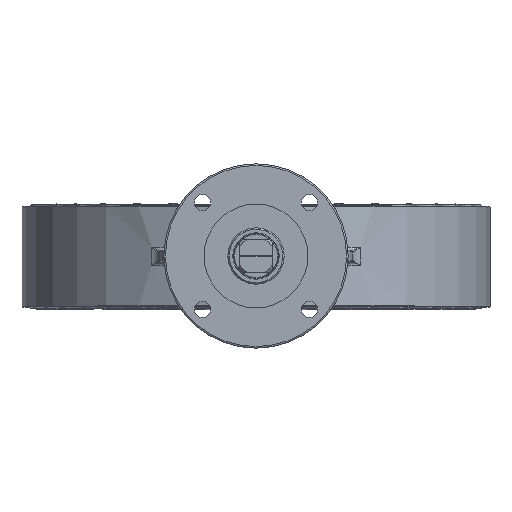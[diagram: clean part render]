
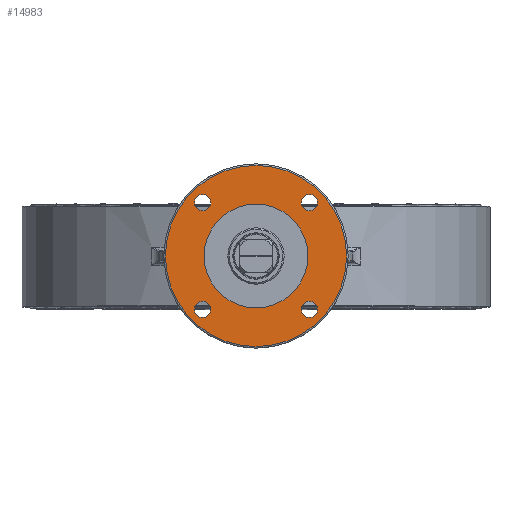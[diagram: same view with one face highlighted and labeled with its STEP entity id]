
A CAD part, top view. The second image highlights one B-rep face of the part: STEP entity #14983.
In plain terms, the highlighted planar face has unit normal (0, 0, 1).
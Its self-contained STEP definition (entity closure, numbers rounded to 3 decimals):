
#14877=CARTESIAN_POINT('',(61.2,0.,266.0));
#14878=VERTEX_POINT('',#14877);
#14879=CARTESIAN_POINT('',(0.0,0.0,266.0));
#14880=DIRECTION('',(0.0,0.0,-1.0));
#14881=DIRECTION('',(-1.0,0.0,0.0));
#14882=AXIS2_PLACEMENT_3D('',#14879,#14880,#14881);
#14883=CIRCLE('',#14882,61.2);
#14884=EDGE_CURVE('',#14878,#14878,#14883,.T.);
#14920=CARTESIAN_POINT('',(0.0,0.0,266.0));
#14921=DIRECTION('',(0.0,0.0,-1.0));
#14922=DIRECTION('',(-1.0,0.0,0.0));
#14923=AXIS2_PLACEMENT_3D('',#14920,#14921,#14922);
#14924=PLANE('',#14923);
#14925=ORIENTED_EDGE('',*,*,#14884,.F.);
#14926=EDGE_LOOP('',(#14925));
#14927=FACE_OUTER_BOUND('',#14926,.T.);
#14928=CARTESIAN_POINT('',(41.562,36.062,266.0));
#14929=VERTEX_POINT('',#14928);
#14930=CARTESIAN_POINT('',(36.062,36.062,266.0));
#14931=DIRECTION('',(0.0,0.0,-1.0));
#14932=DIRECTION('',(1.0,0.0,0.0));
#14933=AXIS2_PLACEMENT_3D('',#14930,#14931,#14932);
#14934=CIRCLE('',#14933,5.5);
#14935=EDGE_CURVE('',#14929,#14929,#14934,.T.);
#14936=ORIENTED_EDGE('',*,*,#14935,.T.);
#14937=EDGE_LOOP('',(#14936));
#14938=FACE_BOUND('',#14937,.T.);
#14939=CARTESIAN_POINT('',(36.062,-41.562,266.0));
#14940=VERTEX_POINT('',#14939);
#14941=CARTESIAN_POINT('',(36.062,-36.062,266.0));
#14942=DIRECTION('',(0.0,0.0,-1.0));
#14943=DIRECTION('',(0.0,-1.0,0.0));
#14944=AXIS2_PLACEMENT_3D('',#14941,#14942,#14943);
#14945=CIRCLE('',#14944,5.5);
#14946=EDGE_CURVE('',#14940,#14940,#14945,.T.);
#14947=ORIENTED_EDGE('',*,*,#14946,.T.);
#14948=EDGE_LOOP('',(#14947));
#14949=FACE_BOUND('',#14948,.T.);
#14950=CARTESIAN_POINT('',(-36.062,41.562,266.0));
#14951=VERTEX_POINT('',#14950);
#14952=CARTESIAN_POINT('',(-36.062,36.062,266.0));
#14953=DIRECTION('',(0.0,0.0,-1.0));
#14954=DIRECTION('',(0.0,1.0,0.0));
#14955=AXIS2_PLACEMENT_3D('',#14952,#14953,#14954);
#14956=CIRCLE('',#14955,5.5);
#14957=EDGE_CURVE('',#14951,#14951,#14956,.T.);
#14958=ORIENTED_EDGE('',*,*,#14957,.T.);
#14959=EDGE_LOOP('',(#14958));
#14960=FACE_BOUND('',#14959,.T.);
#14961=CARTESIAN_POINT('',(-41.562,-36.062,266.0));
#14962=VERTEX_POINT('',#14961);
#14963=CARTESIAN_POINT('',(-36.062,-36.062,266.0));
#14964=DIRECTION('',(0.0,0.0,-1.0));
#14965=DIRECTION('',(-1.0,0.0,0.0));
#14966=AXIS2_PLACEMENT_3D('',#14963,#14964,#14965);
#14967=CIRCLE('',#14966,5.5);
#14968=EDGE_CURVE('',#14962,#14962,#14967,.T.);
#14969=ORIENTED_EDGE('',*,*,#14968,.T.);
#14970=EDGE_LOOP('',(#14969));
#14971=FACE_BOUND('',#14970,.T.);
#14972=CARTESIAN_POINT('',(35.05,0.0,266.0));
#14973=VERTEX_POINT('',#14972);
#14974=CARTESIAN_POINT('',(0.0,0.0,266.0));
#14975=DIRECTION('',(0.0,0.0,-1.0));
#14976=DIRECTION('',(1.0,0.0,0.0));
#14977=AXIS2_PLACEMENT_3D('',#14974,#14975,#14976);
#14978=CIRCLE('',#14977,35.05);
#14979=EDGE_CURVE('',#14973,#14973,#14978,.T.);
#14980=ORIENTED_EDGE('',*,*,#14979,.T.);
#14981=EDGE_LOOP('',(#14980));
#14982=FACE_BOUND('',#14981,.T.);
#14983=ADVANCED_FACE('',(#14927,#14938,#14949,#14960,#14971,#14982),#14924,.F.);
